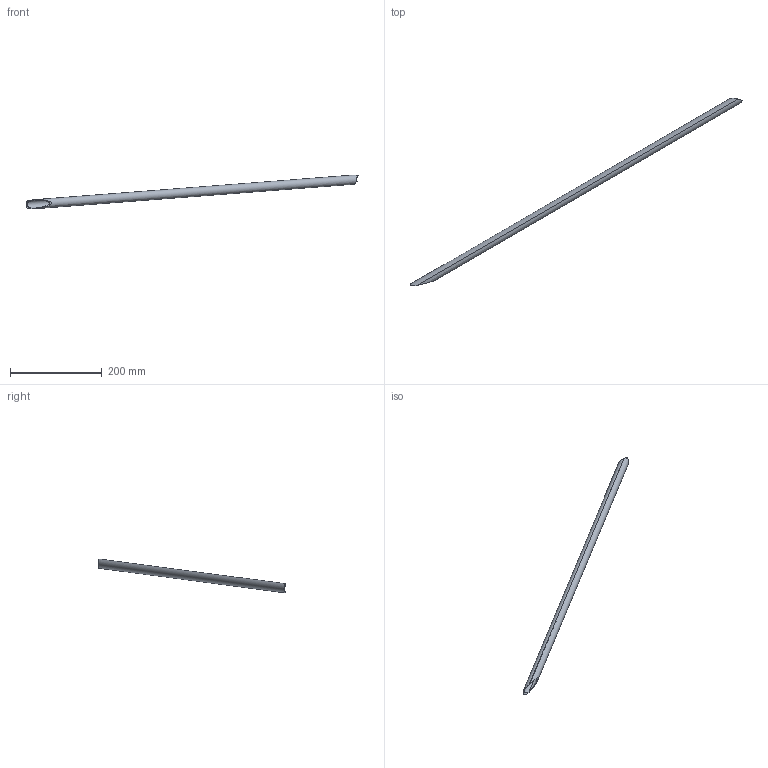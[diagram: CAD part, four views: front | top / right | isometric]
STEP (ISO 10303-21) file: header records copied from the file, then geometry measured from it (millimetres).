
FILE_DESCRIPTION(('CATIA V5 STEP Exchange'),'2;1');
FILE_NAME('41.stp','2023-03-22T17:51:47+00:00',('none'),('none'),'CATIA Version 5 Release 19 SP 2 (IN-10)','CATIA V5 STEP AP203','none');
FILE_SCHEMA(('CONFIG_CONTROL_DESIGN'));
Length unit declared in the file: millimetre
Products named in the file (1): Shape_623
Bounding box: 725.57 x 409.44 x 74.04 mm (x, y, z)
Volume: 69817.8 mm3; surface area: 93489.2 mm2
Topology: 1 solids, 1 shells, 10 faces, 27 edges, 18 vertices
Faces by surface type: cylinder 9, bspline 1
Entity records: 1317 total; most frequent: CARTESIAN_POINT 1066, ORIENTED_EDGE 54, EDGE_CURVE 27, B_SPLINE_CURVE_WITH_KNOTS 23, DIRECTION 22, VERTEX_POINT 18, EDGE_LOOP 11, AXIS2_PLACEMENT_3D 10
